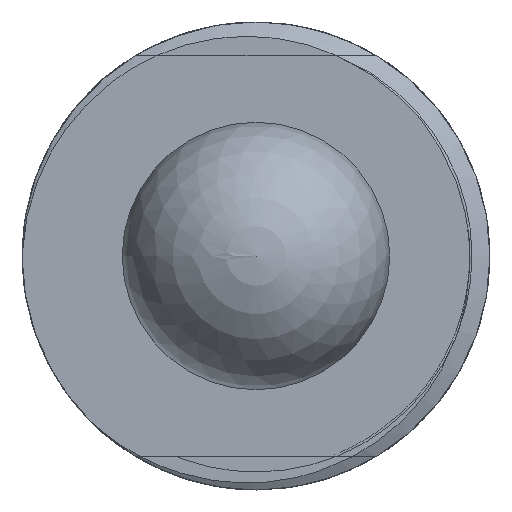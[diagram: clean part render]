
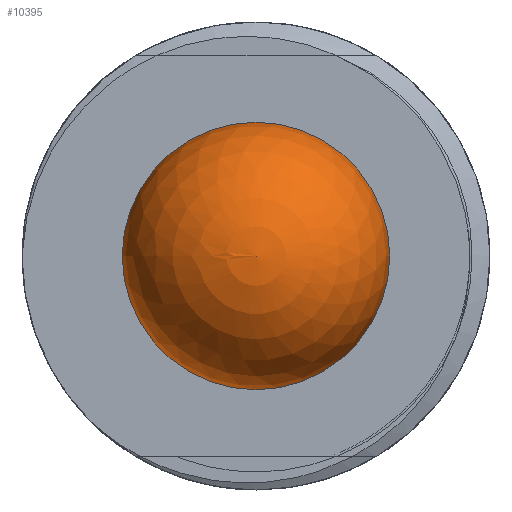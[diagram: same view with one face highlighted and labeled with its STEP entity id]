
A CAD part, left-side view. The second image highlights one B-rep face of the part: STEP entity #10395.
In plain terms, the highlighted spherical face has radius 4 mm.
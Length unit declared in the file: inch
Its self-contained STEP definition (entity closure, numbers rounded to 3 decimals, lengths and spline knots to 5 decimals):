
#180 = CIRCLE ( 'NONE', #12686, 0.15748 ) ;
#2870 = AXIS2_PLACEMENT_3D ( 'NONE', #5153, #11158, #12013 ) ;
#3240 = FACE_OUTER_BOUND ( 'NONE', #4925, .T. ) ;
#4925 = EDGE_LOOP ( 'NONE', ( #11771 ) ) ;
#4940 = CARTESIAN_POINT ( 'NONE',  ( 0.15748, 0., 0. ) ) ;
#5153 = CARTESIAN_POINT ( 'NONE',  ( 0.15748, 0., 0. ) ) ;
#5743 = CARTESIAN_POINT ( 'NONE',  ( 0.15748, 0., 0.15748 ) ) ;
#5918 = DIRECTION ( 'NONE',  ( -1., 0., 0. ) ) ;
#7767 = VERTEX_POINT ( 'NONE', #5743 ) ;
#8141 = DIRECTION ( 'NONE',  ( 0., 0., 1. ) ) ;
#10042 = SPHERICAL_SURFACE ( 'NONE', #2870, 0.15748 ) ;
#10341 = EDGE_CURVE ( 'NONE', #7767, #7767, #180, .T. ) ;
#10395 = ADVANCED_FACE ( 'NONE', ( #3240 ), #10042, .T. ) ;
#11158 = DIRECTION ( 'NONE',  ( 1., 0., 0. ) ) ;
#11771 = ORIENTED_EDGE ( 'NONE', *, *, #10341, .T. ) ;
#12013 = DIRECTION ( 'NONE',  ( 0., 1., 0. ) ) ;
#12686 = AXIS2_PLACEMENT_3D ( 'NONE', #4940, #5918, #8141 ) ;
